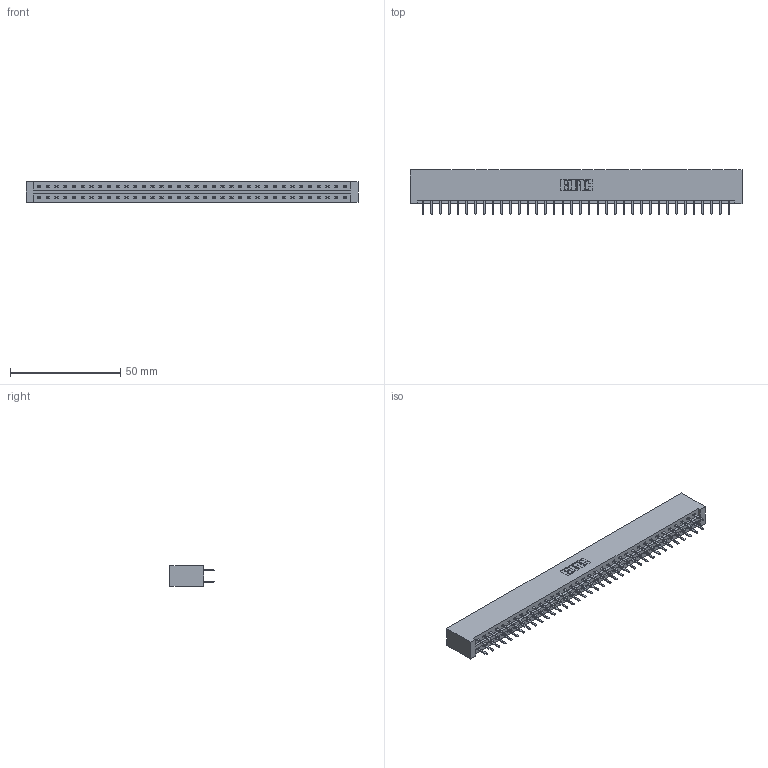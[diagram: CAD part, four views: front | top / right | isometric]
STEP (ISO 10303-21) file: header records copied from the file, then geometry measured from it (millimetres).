
FILE_DESCRIPTION (( 'STEP AP203' ), '1' );
FILE_NAME ('387-072-520-201.STEP', '2018-09-22T17:40:44', ( '' ), ( '' ), 'SwSTEP 2.0', 'SolidWorks 2016', '' );
FILE_SCHEMA (( 'CONFIG_CONTROL_DESIGN' ));
Length unit declared in the file: inch
Products named in the file (3): 345-292-001_345-293-120; 387-072-520-201; 337 Part_No Mounting Lugs
Assembly tree (73 placements, depth 2):
  387-072-520-201
    337 Part_No Mounting Lugs
    345-292-001_345-293-120  x72
Bounding box: 150.52 x 20.02 x 9.4 mm (x, y, z)
Volume: 16512.2 mm3; surface area: 18574.7 mm2
Topology: 73 solids, 73 shells, 4282 faces, 12455 edges, 8110 vertices
Faces by surface type: plane 2946, cylinder 1336
Entity records: 28525 total; most frequent: CARTESIAN_POINT 4822, ORIENTED_EDGE 4746, DIRECTION 4093, EDGE_CURVE 2373, LINE 2249, VECTOR 2249, VERTEX_POINT 1578, AXIS2_PLACEMENT_3D 922
